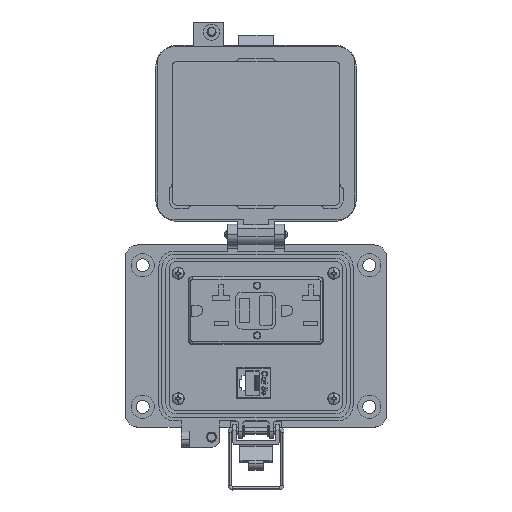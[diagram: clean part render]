
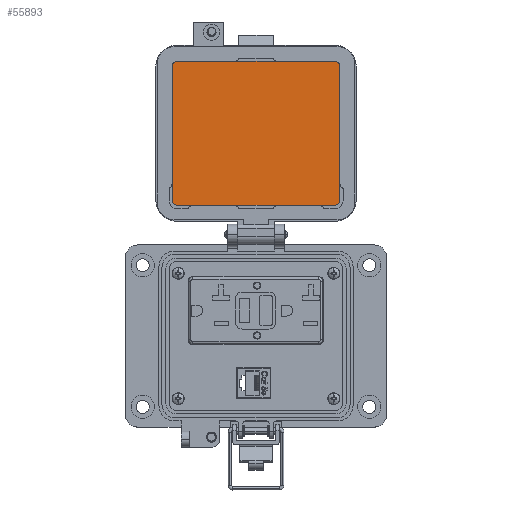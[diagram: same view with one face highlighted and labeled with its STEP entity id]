
A CAD part, top view. The second image highlights one B-rep face of the part: STEP entity #55893.
In plain terms, the highlighted planar face has unit normal (0, 0, 1).
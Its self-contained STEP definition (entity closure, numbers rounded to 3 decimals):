
#44 = DIRECTION ( 'NONE',  ( 0., -1., 0. ) ) ;
#872 = EDGE_CURVE ( 'NONE', #17430, #38715, #53121, .T. ) ;
#2726 = CARTESIAN_POINT ( 'NONE',  ( 38.212, 60.004, 19.202 ) ) ;
#2749 = ORIENTED_EDGE ( 'NONE', *, *, #54106, .F. ) ;
#3045 = CARTESIAN_POINT ( 'NONE',  ( -42.469, 60.004, 19.202 ) ) ;
#4390 = EDGE_CURVE ( 'NONE', #14330, #50315, #59898, .T. ) ;
#7104 = EDGE_LOOP ( 'NONE', ( #44081, #2749, #32494, #30961, #27618, #42850, #28870, #39037 ) ) ;
#7575 = VERTEX_POINT ( 'NONE', #2726 ) ;
#7652 = DIRECTION ( 'NONE',  ( 0., 0., -1. ) ) ;
#9477 = CARTESIAN_POINT ( 'NONE',  ( -3.279, 128.688, 19.202 ) ) ;
#11510 = VERTEX_POINT ( 'NONE', #13600 ) ;
#13031 = CARTESIAN_POINT ( 'NONE',  ( -42.469, 57.705, 19.202 ) ) ;
#13422 = VECTOR ( 'NONE', #20063, 1000. ) ;
#13600 = CARTESIAN_POINT ( 'NONE',  ( 35.912, 57.705, 19.202 ) ) ;
#14330 = VERTEX_POINT ( 'NONE', #61807 ) ;
#14533 = EDGE_CURVE ( 'NONE', #20689, #17430, #44268, .T. ) ;
#15817 = CIRCLE ( 'NONE', #37083, 2.299 ) ;
#16919 = CARTESIAN_POINT ( 'NONE',  ( -44.769, 126.389, 19.202 ) ) ;
#17430 = VERTEX_POINT ( 'NONE', #36872 ) ;
#19124 = PLANE ( 'NONE',  #27971 ) ;
#19191 = EDGE_CURVE ( 'NONE', #50315, #20689, #23358, .T. ) ;
#20063 = DIRECTION ( 'NONE',  ( 1., 0., 0. ) ) ;
#20689 = VERTEX_POINT ( 'NONE', #50301 ) ;
#21640 = VECTOR ( 'NONE', #24492, 1000. ) ;
#23239 = DIRECTION ( 'NONE',  ( 1., 0., 0. ) ) ;
#23358 = CIRCLE ( 'NONE', #42316, 2.299 ) ;
#24005 = EDGE_CURVE ( 'NONE', #50066, #14330, #50886, .T. ) ;
#24492 = DIRECTION ( 'NONE',  ( 0., 1., 0. ) ) ;
#27618 = ORIENTED_EDGE ( 'NONE', *, *, #19191, .F. ) ;
#27971 = AXIS2_PLACEMENT_3D ( 'NONE', #64783, #53253, #58533 ) ;
#28870 = ORIENTED_EDGE ( 'NONE', *, *, #24005, .F. ) ;
#29132 = VECTOR ( 'NONE', #41864, 1000. ) ;
#29243 = DIRECTION ( 'NONE',  ( 0., 0., -1. ) ) ;
#30787 = EDGE_CURVE ( 'NONE', #11510, #50066, #41519, .T. ) ;
#30961 = ORIENTED_EDGE ( 'NONE', *, *, #14533, .F. ) ;
#32494 = ORIENTED_EDGE ( 'NONE', *, *, #872, .F. ) ;
#33218 = DIRECTION ( 'NONE',  ( 0., -1., 0. ) ) ;
#35093 = AXIS2_PLACEMENT_3D ( 'NONE', #53604, #54234, #38359 ) ;
#36872 = CARTESIAN_POINT ( 'NONE',  ( 35.912, 128.688, 19.202 ) ) ;
#37083 = AXIS2_PLACEMENT_3D ( 'NONE', #40732, #51659, #46679 ) ;
#38359 = DIRECTION ( 'NONE',  ( 1., 0., 0. ) ) ;
#38715 = VERTEX_POINT ( 'NONE', #58809 ) ;
#39037 = ORIENTED_EDGE ( 'NONE', *, *, #30787, .F. ) ;
#39138 = CARTESIAN_POINT ( 'NONE',  ( -42.469, 126.389, 19.202 ) ) ;
#39324 = EDGE_CURVE ( 'NONE', #7575, #11510, #15817, .T. ) ;
#40426 = LINE ( 'NONE', #49702, #42587 ) ;
#40732 = CARTESIAN_POINT ( 'NONE',  ( 35.912, 60.004, 19.202 ) ) ;
#41519 = LINE ( 'NONE', #56777, #29132 ) ;
#41864 = DIRECTION ( 'NONE',  ( -1., 0., 0. ) ) ;
#42316 = AXIS2_PLACEMENT_3D ( 'NONE', #39138, #29243, #33218 ) ;
#42587 = VECTOR ( 'NONE', #44, 1000. ) ;
#42850 = ORIENTED_EDGE ( 'NONE', *, *, #4390, .F. ) ;
#44046 = CARTESIAN_POINT ( 'NONE',  ( -44.769, 93.196, 19.202 ) ) ;
#44081 = ORIENTED_EDGE ( 'NONE', *, *, #39324, .F. ) ;
#44268 = LINE ( 'NONE', #9477, #13422 ) ;
#46679 = DIRECTION ( 'NONE',  ( 0., -1., 0. ) ) ;
#49702 = CARTESIAN_POINT ( 'NONE',  ( 38.212, 93.196, 19.202 ) ) ;
#50066 = VERTEX_POINT ( 'NONE', #13031 ) ;
#50301 = CARTESIAN_POINT ( 'NONE',  ( -42.469, 128.688, 19.202 ) ) ;
#50315 = VERTEX_POINT ( 'NONE', #16919 ) ;
#50886 = CIRCLE ( 'NONE', #55107, 2.299 ) ;
#51659 = DIRECTION ( 'NONE',  ( 0., 0., -1. ) ) ;
#53121 = CIRCLE ( 'NONE', #35093, 2.299 ) ;
#53253 = DIRECTION ( 'NONE',  ( 0., 0., 1. ) ) ;
#53604 = CARTESIAN_POINT ( 'NONE',  ( 35.912, 126.389, 19.202 ) ) ;
#54106 = EDGE_CURVE ( 'NONE', #38715, #7575, #40426, .T. ) ;
#54234 = DIRECTION ( 'NONE',  ( 0., 0., -1. ) ) ;
#55107 = AXIS2_PLACEMENT_3D ( 'NONE', #3045, #7652, #23239 ) ;
#55893 = ADVANCED_FACE ( 'NONE', ( #63473 ), #19124, .T. ) ;
#56777 = CARTESIAN_POINT ( 'NONE',  ( -3.279, 57.705, 19.202 ) ) ;
#58533 = DIRECTION ( 'NONE',  ( -1., 0., 0. ) ) ;
#58809 = CARTESIAN_POINT ( 'NONE',  ( 38.212, 126.389, 19.202 ) ) ;
#59898 = LINE ( 'NONE', #44046, #21640 ) ;
#61807 = CARTESIAN_POINT ( 'NONE',  ( -44.769, 60.004, 19.202 ) ) ;
#63473 = FACE_OUTER_BOUND ( 'NONE', #7104, .T. ) ;
#64783 = CARTESIAN_POINT ( 'NONE',  ( 39.871, 130.108, 19.202 ) ) ;
